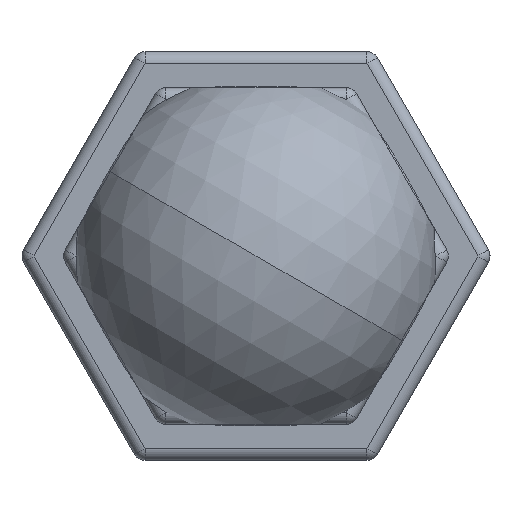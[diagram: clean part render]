
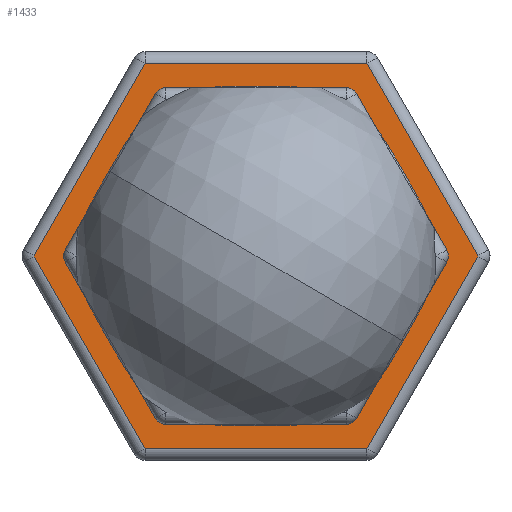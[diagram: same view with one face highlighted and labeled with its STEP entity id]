
A CAD part, front view. The second image highlights one B-rep face of the part: STEP entity #1433.
In plain terms, the highlighted planar face has unit normal (0, -1, 0).
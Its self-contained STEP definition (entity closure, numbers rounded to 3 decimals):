
#4 = VERTEX_POINT ( 'NONE', #1716 ) ;
#20 = VERTEX_POINT ( 'NONE', #1292 ) ;
#52 = ORIENTED_EDGE ( 'NONE', *, *, #2182, .T. ) ;
#84 = CARTESIAN_POINT ( 'NONE',  ( 0., -5., 8. ) ) ;
#90 = ORIENTED_EDGE ( 'NONE', *, *, #2679, .T. ) ;
#112 = CARTESIAN_POINT ( 'NONE',  ( 0., -5., -5.5 ) ) ;
#143 = EDGE_CURVE ( 'NONE', #2482, #473, #694, .T. ) ;
#159 = VERTEX_POINT ( 'NONE', #2716 ) ;
#161 = LINE ( 'NONE', #1054, #1201 ) ;
#306 = EDGE_CURVE ( 'NONE', #473, #2482, #423, .T. ) ;
#410 = DIRECTION ( 'NONE',  ( 0.5, 0., -0.866 ) ) ;
#423 = CIRCLE ( 'NONE', #2397, 5.5 ) ;
#473 = VERTEX_POINT ( 'NONE', #112 ) ;
#514 = EDGE_LOOP ( 'NONE', ( #1307, #2490 ) ) ;
#568 = LINE ( 'NONE', #1444, #965 ) ;
#592 = CARTESIAN_POINT ( 'NONE',  ( 6.928, -5., 4. ) ) ;
#694 = CIRCLE ( 'NONE', #1572, 5.5 ) ;
#777 = VERTEX_POINT ( 'NONE', #2074 ) ;
#927 = VERTEX_POINT ( 'NONE', #2146 ) ;
#965 = VECTOR ( 'NONE', #1678, 1000. ) ;
#1034 = PLANE ( 'NONE',  #1278 ) ;
#1054 = CARTESIAN_POINT ( 'NONE',  ( 6.928, -5., -4. ) ) ;
#1066 = LINE ( 'NONE', #2147, #2660 ) ;
#1094 = DIRECTION ( 'NONE',  ( -0.5, 0., 0.866 ) ) ;
#1150 = CARTESIAN_POINT ( 'NONE',  ( 0., -5., 0. ) ) ;
#1201 = VECTOR ( 'NONE', #2621, 1000. ) ;
#1238 = VECTOR ( 'NONE', #410, 1000. ) ;
#1270 = ORIENTED_EDGE ( 'NONE', *, *, #2743, .T. ) ;
#1278 = AXIS2_PLACEMENT_3D ( 'NONE', #2588, #1723, #1990 ) ;
#1292 = CARTESIAN_POINT ( 'NONE',  ( -4.619, -5., -8. ) ) ;
#1296 = VECTOR ( 'NONE', #1094, 1000. ) ;
#1307 = ORIENTED_EDGE ( 'NONE', *, *, #306, .T. ) ;
#1378 = DIRECTION ( 'NONE',  ( 0., 1., 0. ) ) ;
#1433 = ADVANCED_FACE ( 'NONE', ( #1667, #2759 ), #1034, .F. ) ;
#1444 = CARTESIAN_POINT ( 'NONE',  ( -6.928, -5., 4. ) ) ;
#1542 = EDGE_LOOP ( 'NONE', ( #2124, #2552, #52, #1563, #90, #1270 ) ) ;
#1563 = ORIENTED_EDGE ( 'NONE', *, *, #2762, .T. ) ;
#1572 = AXIS2_PLACEMENT_3D ( 'NONE', #2701, #2448, #1589 ) ;
#1580 = EDGE_CURVE ( 'NONE', #1733, #927, #2454, .T. ) ;
#1589 = DIRECTION ( 'NONE',  ( 0., 0., 1. ) ) ;
#1667 = FACE_BOUND ( 'NONE', #514, .T. ) ;
#1678 = DIRECTION ( 'NONE',  ( -0.5, 0., -0.866 ) ) ;
#1680 = CARTESIAN_POINT ( 'NONE',  ( 4.619, -5., 8. ) ) ;
#1716 = CARTESIAN_POINT ( 'NONE',  ( 9.238, -5., 0. ) ) ;
#1723 = DIRECTION ( 'NONE',  ( 0., 1., 0. ) ) ;
#1733 = VERTEX_POINT ( 'NONE', #1680 ) ;
#1821 = DIRECTION ( 'NONE',  ( -1., 0., 0. ) ) ;
#1824 = DIRECTION ( 'NONE',  ( 0., 0., 1. ) ) ;
#1910 = CARTESIAN_POINT ( 'NONE',  ( -6.928, -5., -4. ) ) ;
#1990 = DIRECTION ( 'NONE',  ( 0., 0., 1. ) ) ;
#2074 = CARTESIAN_POINT ( 'NONE',  ( -9.238, -5., 0. ) ) ;
#2124 = ORIENTED_EDGE ( 'NONE', *, *, #1580, .T. ) ;
#2130 = EDGE_CURVE ( 'NONE', #927, #777, #568, .T. ) ;
#2146 = CARTESIAN_POINT ( 'NONE',  ( -4.619, -5., 8. ) ) ;
#2147 = CARTESIAN_POINT ( 'NONE',  ( 0., -5., -8. ) ) ;
#2182 = EDGE_CURVE ( 'NONE', #777, #20, #2795, .T. ) ;
#2185 = LINE ( 'NONE', #592, #1296 ) ;
#2397 = AXIS2_PLACEMENT_3D ( 'NONE', #1150, #1378, #1824 ) ;
#2448 = DIRECTION ( 'NONE',  ( 0., 1., 0. ) ) ;
#2454 = LINE ( 'NONE', #84, #2609 ) ;
#2482 = VERTEX_POINT ( 'NONE', #2516 ) ;
#2490 = ORIENTED_EDGE ( 'NONE', *, *, #143, .T. ) ;
#2516 = CARTESIAN_POINT ( 'NONE',  ( 0., -5., 5.5 ) ) ;
#2552 = ORIENTED_EDGE ( 'NONE', *, *, #2130, .T. ) ;
#2588 = CARTESIAN_POINT ( 'NONE',  ( 0., -5., 0. ) ) ;
#2601 = DIRECTION ( 'NONE',  ( 1., 0., 0. ) ) ;
#2609 = VECTOR ( 'NONE', #1821, 1000. ) ;
#2621 = DIRECTION ( 'NONE',  ( 0.5, 0., 0.866 ) ) ;
#2660 = VECTOR ( 'NONE', #2601, 1000. ) ;
#2679 = EDGE_CURVE ( 'NONE', #159, #4, #161, .T. ) ;
#2701 = CARTESIAN_POINT ( 'NONE',  ( 0., -5., 0. ) ) ;
#2716 = CARTESIAN_POINT ( 'NONE',  ( 4.619, -5., -8. ) ) ;
#2743 = EDGE_CURVE ( 'NONE', #4, #1733, #2185, .T. ) ;
#2759 = FACE_OUTER_BOUND ( 'NONE', #1542, .T. ) ;
#2762 = EDGE_CURVE ( 'NONE', #20, #159, #1066, .T. ) ;
#2795 = LINE ( 'NONE', #1910, #1238 ) ;
